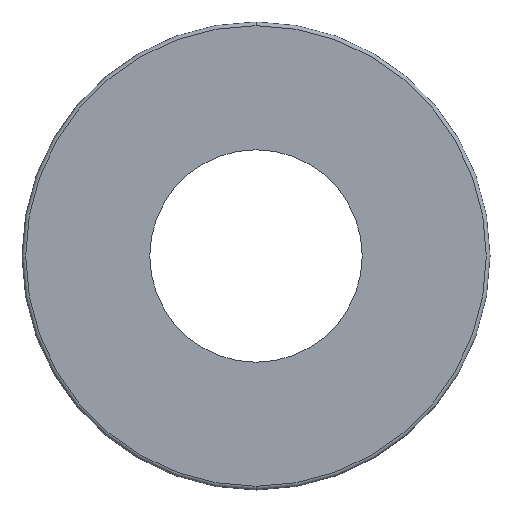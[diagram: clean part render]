
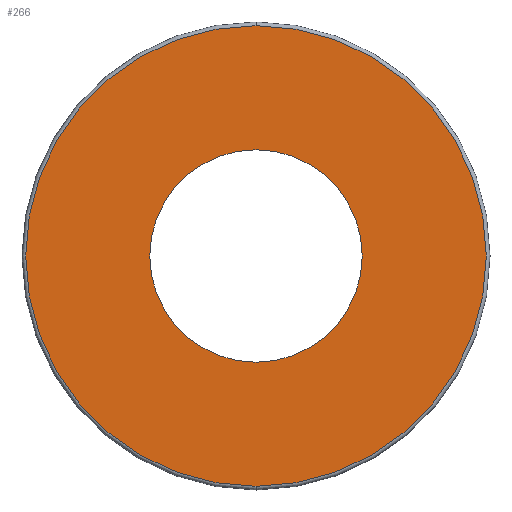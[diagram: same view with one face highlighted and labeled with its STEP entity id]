
A CAD part, front view. The second image highlights one B-rep face of the part: STEP entity #266.
In plain terms, the highlighted planar face has unit normal (0, -1, 0).
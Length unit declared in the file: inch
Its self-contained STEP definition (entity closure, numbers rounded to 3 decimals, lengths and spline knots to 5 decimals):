
#2 = CIRCLE ( 'NONE', #148, 0.143 ) ;
#3 = CARTESIAN_POINT ( 'NONE',  ( 0., 0., -0.143 ) ) ;
#4 = DIRECTION ( 'NONE',  ( 0., 0., 1. ) ) ;
#10 = EDGE_CURVE ( 'NONE', #241, #83, #159, .T. ) ;
#12 = EDGE_LOOP ( 'NONE', ( #240, #244 ) ) ;
#16 = EDGE_LOOP ( 'NONE', ( #245, #133 ) ) ;
#24 = DIRECTION ( 'NONE',  ( 0., 1., 0. ) ) ;
#25 = CIRCLE ( 'NONE', #142, 0.31 ) ;
#45 = CARTESIAN_POINT ( 'NONE',  ( 0., 0., 0.143 ) ) ;
#53 = DIRECTION ( 'NONE',  ( 0., 0., 1. ) ) ;
#78 = CARTESIAN_POINT ( 'NONE',  ( 0., 0., 0.31 ) ) ;
#80 = FACE_BOUND ( 'NONE', #12, .T. ) ;
#83 = VERTEX_POINT ( 'NONE', #127 ) ;
#86 = DIRECTION ( 'NONE',  ( 0., 0., 1. ) ) ;
#90 = VERTEX_POINT ( 'NONE', #45 ) ;
#92 = CIRCLE ( 'NONE', #295, 0.143 ) ;
#127 = CARTESIAN_POINT ( 'NONE',  ( 0., 0., -0.31 ) ) ;
#133 = ORIENTED_EDGE ( 'NONE', *, *, #178, .T. ) ;
#134 = CARTESIAN_POINT ( 'NONE',  ( 0., 0., 0. ) ) ;
#139 = EDGE_CURVE ( 'NONE', #90, #276, #92, .T. ) ;
#142 = AXIS2_PLACEMENT_3D ( 'NONE', #304, #259, #53 ) ;
#146 = CARTESIAN_POINT ( 'NONE',  ( 0., 0., 0. ) ) ;
#148 = AXIS2_PLACEMENT_3D ( 'NONE', #267, #176, #4 ) ;
#159 = CIRCLE ( 'NONE', #243, 0.31 ) ;
#176 = DIRECTION ( 'NONE',  ( 0., 1., 0. ) ) ;
#178 = EDGE_CURVE ( 'NONE', #83, #241, #25, .T. ) ;
#182 = PLANE ( 'NONE',  #187 ) ;
#184 = EDGE_CURVE ( 'NONE', #276, #90, #2, .T. ) ;
#187 = AXIS2_PLACEMENT_3D ( 'NONE', #210, #290, #308 ) ;
#208 = FACE_OUTER_BOUND ( 'NONE', #16, .T. ) ;
#210 = CARTESIAN_POINT ( 'NONE',  ( 0., 0., 0. ) ) ;
#240 = ORIENTED_EDGE ( 'NONE', *, *, #184, .T. ) ;
#241 = VERTEX_POINT ( 'NONE', #78 ) ;
#243 = AXIS2_PLACEMENT_3D ( 'NONE', #134, #313, #86 ) ;
#244 = ORIENTED_EDGE ( 'NONE', *, *, #139, .T. ) ;
#245 = ORIENTED_EDGE ( 'NONE', *, *, #10, .T. ) ;
#259 = DIRECTION ( 'NONE',  ( 0., -1., 0. ) ) ;
#266 = ADVANCED_FACE ( 'NONE', ( #208, #80 ), #182, .F. ) ;
#267 = CARTESIAN_POINT ( 'NONE',  ( 0., 0., 0. ) ) ;
#276 = VERTEX_POINT ( 'NONE', #3 ) ;
#290 = DIRECTION ( 'NONE',  ( 0., 1., 0. ) ) ;
#295 = AXIS2_PLACEMENT_3D ( 'NONE', #146, #24, #325 ) ;
#304 = CARTESIAN_POINT ( 'NONE',  ( 0., 0., 0. ) ) ;
#308 = DIRECTION ( 'NONE',  ( 0., 0., 1. ) ) ;
#313 = DIRECTION ( 'NONE',  ( 0., -1., 0. ) ) ;
#325 = DIRECTION ( 'NONE',  ( 0., 0., 1. ) ) ;
